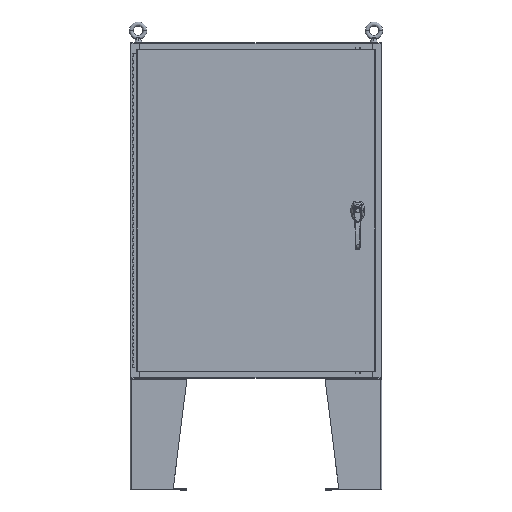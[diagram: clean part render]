
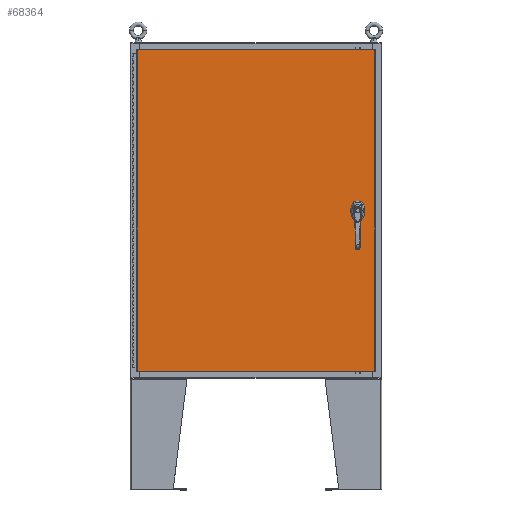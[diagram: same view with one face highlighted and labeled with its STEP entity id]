
A CAD part, top view. The second image highlights one B-rep face of the part: STEP entity #68364.
In plain terms, the highlighted planar face has unit normal (0, 0, 1).
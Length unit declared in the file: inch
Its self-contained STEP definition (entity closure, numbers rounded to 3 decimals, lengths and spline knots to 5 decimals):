
#1902 = FACE_OUTER_BOUND ( 'NONE', #101833, .T. ) ;
#2430 = CARTESIAN_POINT ( 'NONE',  ( 0., 0.403, 0. ) ) ;
#2665 = AXIS2_PLACEMENT_3D ( 'NONE', #73625, #10096, #84385 ) ;
#4981 = DIRECTION ( 'NONE',  ( 1., 0., 0. ) ) ;
#5043 = DIRECTION ( 'NONE',  ( 0., -1., 0. ) ) ;
#5198 = EDGE_CURVE ( 'NONE', #19352, #38512, #20891, .T. ) ;
#7137 = ORIENTED_EDGE ( 'NONE', *, *, #16283, .T. ) ;
#8934 = EDGE_CURVE ( 'NONE', #44414, #90621, #63617, .T. ) ;
#9204 = CARTESIAN_POINT ( 'NONE',  ( 14.77823, 0.403, 0. ) ) ;
#10096 = DIRECTION ( 'NONE',  ( 0., 0., 1. ) ) ;
#11212 = ORIENTED_EDGE ( 'NONE', *, *, #77628, .F. ) ;
#13497 = CARTESIAN_POINT ( 'NONE',  ( 14.981, 0., 0. ) ) ;
#14474 = VECTOR ( 'NONE', #105706, 39.37008 ) ;
#14601 = EDGE_CURVE ( 'NONE', #77437, #55759, #106664, .T. ) ;
#16257 = EDGE_CURVE ( 'NONE', #79257, #114455, #127971, .T. ) ;
#16283 = EDGE_CURVE ( 'NONE', #98502, #50660, #121256, .T. ) ;
#17827 = LINE ( 'NONE', #19811, #14474 ) ;
#18259 = ORIENTED_EDGE ( 'NONE', *, *, #8934, .T. ) ;
#19087 = ORIENTED_EDGE ( 'NONE', *, *, #136893, .T. ) ;
#19352 = VERTEX_POINT ( 'NONE', #68534 ) ;
#19811 = CARTESIAN_POINT ( 'NONE',  ( 16.9903, -23.0063, 0. ) ) ;
#20463 = ORIENTED_EDGE ( 'NONE', *, *, #122617, .F. ) ;
#20891 = CIRCLE ( 'NONE', #87455, 0.1715 ) ;
#22792 = VECTOR ( 'NONE', #76576, 39.37008 ) ;
#23357 = VECTOR ( 'NONE', #76722, 39.37008 ) ;
#24613 = EDGE_CURVE ( 'NONE', #114843, #37587, #113312, .T. ) ;
#26030 = LINE ( 'NONE', #129980, #57527 ) ;
#26130 = LINE ( 'NONE', #108662, #22792 ) ;
#31132 = EDGE_CURVE ( 'NONE', #95744, #98502, #26130, .T. ) ;
#31727 = CARTESIAN_POINT ( 'NONE',  ( 14.981, -0.20023, 0. ) ) ;
#31743 = ORIENTED_EDGE ( 'NONE', *, *, #86659, .F. ) ;
#35938 = ORIENTED_EDGE ( 'NONE', *, *, #24613, .F. ) ;
#36472 = CARTESIAN_POINT ( 'NONE',  ( 14.175, 0.20023, 0. ) ) ;
#37088 = CIRCLE ( 'NONE', #62562, 0.45 ) ;
#37587 = VERTEX_POINT ( 'NONE', #106254 ) ;
#38512 = VERTEX_POINT ( 'NONE', #72517 ) ;
#38650 = CARTESIAN_POINT ( 'NONE',  ( 14.578, 0., 0. ) ) ;
#42761 = DIRECTION ( 'NONE',  ( 0., 0., 1. ) ) ;
#43062 = CARTESIAN_POINT ( 'NONE',  ( 14.578, -1.338, 0. ) ) ;
#43229 = VECTOR ( 'NONE', #117156, 39.37008 ) ;
#43508 = DIRECTION ( 'NONE',  ( 0., 0., 1. ) ) ;
#44414 = VERTEX_POINT ( 'NONE', #111360 ) ;
#49303 = DIRECTION ( 'NONE',  ( 1., 0., 0. ) ) ;
#50660 = VERTEX_POINT ( 'NONE', #133272 ) ;
#53320 = CIRCLE ( 'NONE', #2665, 0.45 ) ;
#53709 = DIRECTION ( 'NONE',  ( 1., 0., 0. ) ) ;
#55759 = VERTEX_POINT ( 'NONE', #124502 ) ;
#57527 = VECTOR ( 'NONE', #66331, 39.37008 ) ;
#58388 = FACE_BOUND ( 'NONE', #127111, .T. ) ;
#60844 = CIRCLE ( 'NONE', #99753, 0.45 ) ;
#62562 = AXIS2_PLACEMENT_3D ( 'NONE', #38650, #112910, #49303 ) ;
#63617 = LINE ( 'NONE', #13497, #116814 ) ;
#66331 = DIRECTION ( 'NONE',  ( -1., 0., 0. ) ) ;
#67190 = ORIENTED_EDGE ( 'NONE', *, *, #16257, .F. ) ;
#68364 = ADVANCED_FACE ( 'NONE', ( #58388, #1902, #111594 ), #136484, .F. ) ;
#68418 = EDGE_LOOP ( 'NONE', ( #18259, #76162, #35938, #20463, #67190, #104770, #96325, #31743 ) ) ;
#68534 = CARTESIAN_POINT ( 'NONE',  ( 14.7495, -1.338, 0. ) ) ;
#68592 = DIRECTION ( 'NONE',  ( 0., 0., 1. ) ) ;
#70283 = CARTESIAN_POINT ( 'NONE',  ( -16.9903, 23.0063, 0. ) ) ;
#72517 = CARTESIAN_POINT ( 'NONE',  ( 14.4065, -1.338, 0. ) ) ;
#72846 = DIRECTION ( 'NONE',  ( -1., 0., 0. ) ) ;
#72865 = CARTESIAN_POINT ( 'NONE',  ( 16.9903, 23.0063, 0. ) ) ;
#72956 = EDGE_CURVE ( 'NONE', #50660, #85182, #17827, .T. ) ;
#73625 = CARTESIAN_POINT ( 'NONE',  ( 14.578, 0., 0. ) ) ;
#74868 = CARTESIAN_POINT ( 'NONE',  ( -16.9903, -23.0063, 0. ) ) ;
#76134 = AXIS2_PLACEMENT_3D ( 'NONE', #43062, #117342, #53709 ) ;
#76162 = ORIENTED_EDGE ( 'NONE', *, *, #136859, .F. ) ;
#76576 = DIRECTION ( 'NONE',  ( 0., -1., 0. ) ) ;
#76722 = DIRECTION ( 'NONE',  ( -1., 0., 0. ) ) ;
#77437 = VERTEX_POINT ( 'NONE', #9204 ) ;
#77628 = EDGE_CURVE ( 'NONE', #38512, #19352, #91544, .T. ) ;
#79257 = VERTEX_POINT ( 'NONE', #36472 ) ;
#79666 = CARTESIAN_POINT ( 'NONE',  ( 14.37777, -0.403, 0. ) ) ;
#82730 = AXIS2_PLACEMENT_3D ( 'NONE', #125832, #93834, #72846 ) ;
#83017 = EDGE_CURVE ( 'NONE', #55759, #79257, #120698, .T. ) ;
#84385 = DIRECTION ( 'NONE',  ( 1., 0., 0. ) ) ;
#84538 = AXIS2_PLACEMENT_3D ( 'NONE', #132251, #68592, #4981 ) ;
#85098 = VECTOR ( 'NONE', #90152, 39.37008 ) ;
#85182 = VERTEX_POINT ( 'NONE', #72865 ) ;
#85525 = ORIENTED_EDGE ( 'NONE', *, *, #72956, .T. ) ;
#86659 = EDGE_CURVE ( 'NONE', #44414, #77437, #37088, .T. ) ;
#87455 = AXIS2_PLACEMENT_3D ( 'NONE', #136383, #43508, #88505 ) ;
#88505 = DIRECTION ( 'NONE',  ( 1., 0., 0. ) ) ;
#90152 = DIRECTION ( 'NONE',  ( 1., 0., 0. ) ) ;
#90621 = VERTEX_POINT ( 'NONE', #31727 ) ;
#91271 = ORIENTED_EDGE ( 'NONE', *, *, #5198, .F. ) ;
#91544 = CIRCLE ( 'NONE', #76134, 0.1715 ) ;
#93090 = VECTOR ( 'NONE', #128311, 39.37008 ) ;
#93834 = DIRECTION ( 'NONE',  ( 0., 0., -1. ) ) ;
#95744 = VERTEX_POINT ( 'NONE', #70283 ) ;
#96325 = ORIENTED_EDGE ( 'NONE', *, *, #14601, .F. ) ;
#96619 = ORIENTED_EDGE ( 'NONE', *, *, #31132, .T. ) ;
#98502 = VERTEX_POINT ( 'NONE', #116940 ) ;
#99753 = AXIS2_PLACEMENT_3D ( 'NONE', #106391, #42761, #117036 ) ;
#101833 = EDGE_LOOP ( 'NONE', ( #7137, #85525, #19087, #96619 ) ) ;
#104770 = ORIENTED_EDGE ( 'NONE', *, *, #83017, .F. ) ;
#105706 = DIRECTION ( 'NONE',  ( 0., 1., 0. ) ) ;
#106254 = CARTESIAN_POINT ( 'NONE',  ( 14.77823, -0.403, 0. ) ) ;
#106391 = CARTESIAN_POINT ( 'NONE',  ( 14.578, 0., 0. ) ) ;
#106517 = CARTESIAN_POINT ( 'NONE',  ( 14.175, 0., 0. ) ) ;
#106664 = LINE ( 'NONE', #2430, #23357 ) ;
#108662 = CARTESIAN_POINT ( 'NONE',  ( -16.9903, 23.0063, 0. ) ) ;
#111360 = CARTESIAN_POINT ( 'NONE',  ( 14.981, 0.20023, 0. ) ) ;
#111594 = FACE_BOUND ( 'NONE', #68418, .T. ) ;
#112910 = DIRECTION ( 'NONE',  ( 0., 0., 1. ) ) ;
#113312 = LINE ( 'NONE', #121689, #85098 ) ;
#114107 = CARTESIAN_POINT ( 'NONE',  ( 14.175, -0.20023, 0. ) ) ;
#114455 = VERTEX_POINT ( 'NONE', #114107 ) ;
#114843 = VERTEX_POINT ( 'NONE', #79666 ) ;
#116814 = VECTOR ( 'NONE', #5043, 39.37008 ) ;
#116940 = CARTESIAN_POINT ( 'NONE',  ( -16.9903, -23.0063, 0. ) ) ;
#117036 = DIRECTION ( 'NONE',  ( 1., 0., 0. ) ) ;
#117156 = DIRECTION ( 'NONE',  ( 0., -1., 0. ) ) ;
#117342 = DIRECTION ( 'NONE',  ( 0., 0., 1. ) ) ;
#120698 = CIRCLE ( 'NONE', #84538, 0.45 ) ;
#121256 = LINE ( 'NONE', #74868, #93090 ) ;
#121689 = CARTESIAN_POINT ( 'NONE',  ( 0., -0.403, 0. ) ) ;
#122617 = EDGE_CURVE ( 'NONE', #114455, #114843, #53320, .T. ) ;
#124502 = CARTESIAN_POINT ( 'NONE',  ( 14.37777, 0.403, 0. ) ) ;
#125832 = CARTESIAN_POINT ( 'NONE',  ( 0., 0., 0. ) ) ;
#127111 = EDGE_LOOP ( 'NONE', ( #91271, #11212 ) ) ;
#127971 = LINE ( 'NONE', #106517, #43229 ) ;
#128311 = DIRECTION ( 'NONE',  ( 1., 0., 0. ) ) ;
#129980 = CARTESIAN_POINT ( 'NONE',  ( 16.9903, 23.0063, 0. ) ) ;
#132251 = CARTESIAN_POINT ( 'NONE',  ( 14.578, 0., 0. ) ) ;
#133272 = CARTESIAN_POINT ( 'NONE',  ( 16.9903, -23.0063, 0. ) ) ;
#136383 = CARTESIAN_POINT ( 'NONE',  ( 14.578, -1.338, 0. ) ) ;
#136484 = PLANE ( 'NONE',  #82730 ) ;
#136859 = EDGE_CURVE ( 'NONE', #37587, #90621, #60844, .T. ) ;
#136893 = EDGE_CURVE ( 'NONE', #85182, #95744, #26030, .T. ) ;
